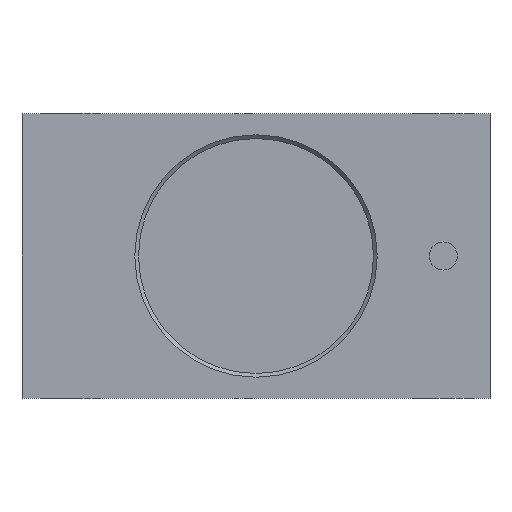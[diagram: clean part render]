
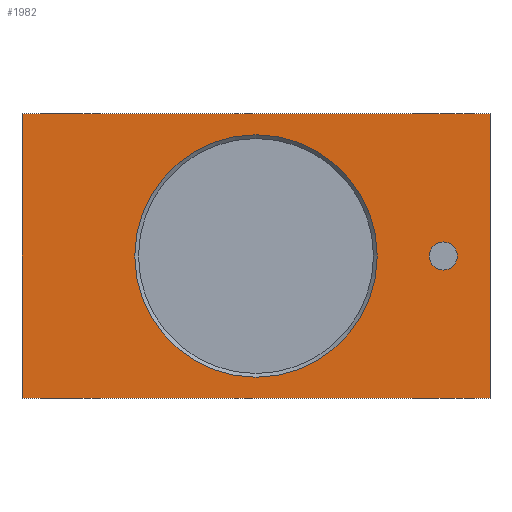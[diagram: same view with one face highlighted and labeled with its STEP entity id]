
A CAD part, front view. The second image highlights one B-rep face of the part: STEP entity #1982.
In plain terms, the highlighted planar face has unit normal (0, -1, 0).
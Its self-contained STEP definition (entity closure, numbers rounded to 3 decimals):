
#204=LINE('',#3324,#329);
#205=LINE('',#3327,#330);
#206=LINE('',#3329,#331);
#207=LINE('',#3331,#332);
#329=VECTOR('',#2478,1000.);
#330=VECTOR('',#2479,1000.);
#331=VECTOR('',#2480,1000.);
#332=VECTOR('',#2481,1000.);
#594=ORIENTED_EDGE('',*,*,#1105,.F.);
#595=ORIENTED_EDGE('',*,*,#1106,.F.);
#596=ORIENTED_EDGE('',*,*,#1107,.T.);
#597=ORIENTED_EDGE('',*,*,#1108,.F.);
#598=ORIENTED_EDGE('',*,*,#1109,.F.);
#599=ORIENTED_EDGE('',*,*,#1110,.T.);
#1105=EDGE_CURVE('',#1360,#1360,#1481,.T.);
#1106=EDGE_CURVE('',#1361,#1361,#1482,.T.);
#1107=EDGE_CURVE('',#1362,#1363,#204,.T.);
#1108=EDGE_CURVE('',#1364,#1363,#205,.T.);
#1109=EDGE_CURVE('',#1365,#1364,#206,.T.);
#1110=EDGE_CURVE('',#1365,#1362,#207,.T.);
#1360=VERTEX_POINT('',#3321);
#1361=VERTEX_POINT('',#3323);
#1362=VERTEX_POINT('',#3325);
#1363=VERTEX_POINT('',#3326);
#1364=VERTEX_POINT('',#3328);
#1365=VERTEX_POINT('',#3330);
#1481=CIRCLE('',#2154,12.95);
#1482=CIRCLE('',#2155,1.5);
#1583=EDGE_LOOP('',(#594));
#1584=EDGE_LOOP('',(#595));
#1585=EDGE_LOOP('',(#596,#597,#598,#599));
#1757=FACE_BOUND('',#1583,.T.);
#1758=FACE_BOUND('',#1584,.T.);
#1759=FACE_BOUND('',#1585,.T.);
#1900=PLANE('',#2153);
#1982=ADVANCED_FACE('',(#1757,#1758,#1759),#1900,.F.);
#2153=AXIS2_PLACEMENT_3D('',#3319,#2472,#2473);
#2154=AXIS2_PLACEMENT_3D('',#3320,#2474,#2475);
#2155=AXIS2_PLACEMENT_3D('',#3322,#2476,#2477);
#2472=DIRECTION('',(0.,1.,0.));
#2473=DIRECTION('',(0.,0.,1.));
#2474=DIRECTION('',(0.,-1.,0.));
#2475=DIRECTION('',(0.,0.,-1.));
#2476=DIRECTION('',(0.,-1.,0.));
#2477=DIRECTION('',(0.,0.,-1.));
#2478=DIRECTION('',(1.,0.,0.));
#2479=DIRECTION('',(0.,0.,-1.));
#2480=DIRECTION('',(1.,0.,0.));
#2481=DIRECTION('',(0.,0.,-1.));
#3319=CARTESIAN_POINT('',(-25.,0.,15.2));
#3320=CARTESIAN_POINT('',(0.,0.,0.));
#3321=CARTESIAN_POINT('',(0.,0.,-12.95));
#3322=CARTESIAN_POINT('',(20.,0.,0.));
#3323=CARTESIAN_POINT('',(20.,0.,-1.5));
#3324=CARTESIAN_POINT('',(-25.,0.,-15.2));
#3325=CARTESIAN_POINT('',(-25.,0.,-15.2));
#3326=CARTESIAN_POINT('',(25.,0.,-15.2));
#3327=CARTESIAN_POINT('',(25.,0.,15.2));
#3328=CARTESIAN_POINT('',(25.,0.,15.2));
#3329=CARTESIAN_POINT('',(-25.,0.,15.2));
#3330=CARTESIAN_POINT('',(-25.,0.,15.2));
#3331=CARTESIAN_POINT('',(-25.,0.,15.2));
